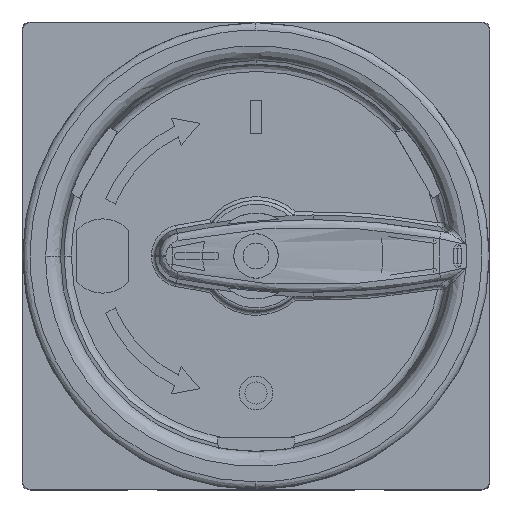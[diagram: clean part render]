
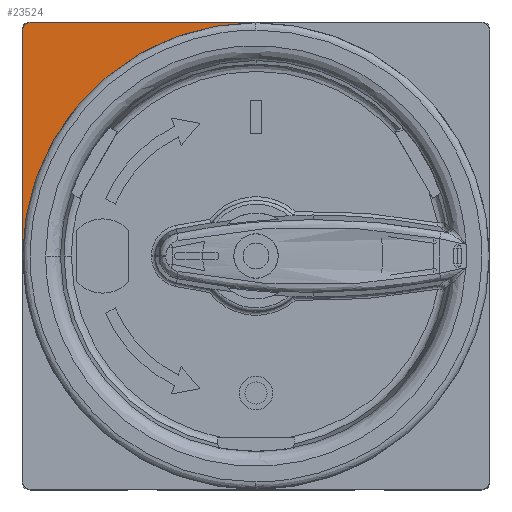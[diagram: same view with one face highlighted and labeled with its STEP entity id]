
A CAD part, front view. The second image highlights one B-rep face of the part: STEP entity #23524.
In plain terms, the highlighted planar face has unit normal (0, -1, 0).
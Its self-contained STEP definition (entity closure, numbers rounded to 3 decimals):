
#1777 = CIRCLE ( 'NONE', #22555, 1. ) ;
#2292 = DIRECTION ( 'NONE',  ( 1., 0., 0. ) ) ;
#3697 = DIRECTION ( 'NONE',  ( 0., -1., 0. ) ) ;
#4007 = AXIS2_PLACEMENT_3D ( 'NONE', #38220, #3697, #39643 ) ;
#4170 = DIRECTION ( 'NONE',  ( 0., 0., -1. ) ) ;
#4403 = VERTEX_POINT ( 'NONE', #36477 ) ;
#5113 = VECTOR ( 'NONE', #26791, 1000. ) ;
#5227 = ORIENTED_EDGE ( 'NONE', *, *, #11827, .T. ) ;
#5904 = LINE ( 'NONE', #39859, #38707 ) ;
#8325 = DIRECTION ( 'NONE',  ( 0., 0., -1. ) ) ;
#8816 = DIRECTION ( 'NONE',  ( 0., 1., 0. ) ) ;
#10274 = CARTESIAN_POINT ( 'NONE',  ( 0., -3.5, 31.5 ) ) ;
#11723 = VERTEX_POINT ( 'NONE', #17269 ) ;
#11725 = EDGE_CURVE ( 'NONE', #34844, #43960, #5904, .T. ) ;
#11827 = EDGE_CURVE ( 'NONE', #34844, #11723, #1777, .T. ) ;
#15421 = ORIENTED_EDGE ( 'NONE', *, *, #36789, .F. ) ;
#17269 = CARTESIAN_POINT ( 'NONE',  ( -31.5, -3.5, 30.5 ) ) ;
#21311 = CARTESIAN_POINT ( 'NONE',  ( -30.5, -3.5, 31.5 ) ) ;
#21646 = ORIENTED_EDGE ( 'NONE', *, *, #44482, .T. ) ;
#22270 = CARTESIAN_POINT ( 'NONE',  ( -30.5, -3.5, 30.5 ) ) ;
#22555 = AXIS2_PLACEMENT_3D ( 'NONE', #22270, #44433, #4170 ) ;
#23521 = PLANE ( 'NONE',  #4007 ) ;
#23524 = ADVANCED_FACE ( 'NONE', ( #35554 ), #23521, .T. ) ;
#26791 = DIRECTION ( 'NONE',  ( 0., 0., 1. ) ) ;
#31476 = CARTESIAN_POINT ( 'NONE',  ( 0., -3.5, 0. ) ) ;
#34844 = VERTEX_POINT ( 'NONE', #21311 ) ;
#35554 = FACE_OUTER_BOUND ( 'NONE', #39675, .T. ) ;
#36477 = CARTESIAN_POINT ( 'NONE',  ( -31.5, -3.5, 0. ) ) ;
#36789 = EDGE_CURVE ( 'NONE', #4403, #11723, #45370, .T. ) ;
#37338 = ORIENTED_EDGE ( 'NONE', *, *, #11725, .F. ) ;
#38220 = CARTESIAN_POINT ( 'NONE',  ( 0.189, -3.5, 31.5 ) ) ;
#38707 = VECTOR ( 'NONE', #2292, 1000. ) ;
#39643 = DIRECTION ( 'NONE',  ( -1., 0., 0. ) ) ;
#39675 = EDGE_LOOP ( 'NONE', ( #5227, #15421, #21646, #37338 ) ) ;
#39829 = AXIS2_PLACEMENT_3D ( 'NONE', #31476, #8816, #8325 ) ;
#39859 = CARTESIAN_POINT ( 'NONE',  ( 0., -3.5, 31.5 ) ) ;
#42951 = CIRCLE ( 'NONE', #39829, 31.5 ) ;
#43960 = VERTEX_POINT ( 'NONE', #10274 ) ;
#44433 = DIRECTION ( 'NONE',  ( 0., -1., 0. ) ) ;
#44482 = EDGE_CURVE ( 'NONE', #4403, #43960, #42951, .T. ) ;
#44640 = CARTESIAN_POINT ( 'NONE',  ( -31.5, -3.5, 0. ) ) ;
#45370 = LINE ( 'NONE', #44640, #5113 ) ;
